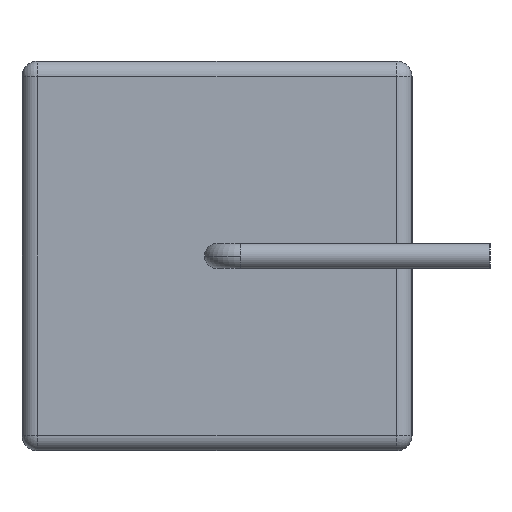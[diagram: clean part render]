
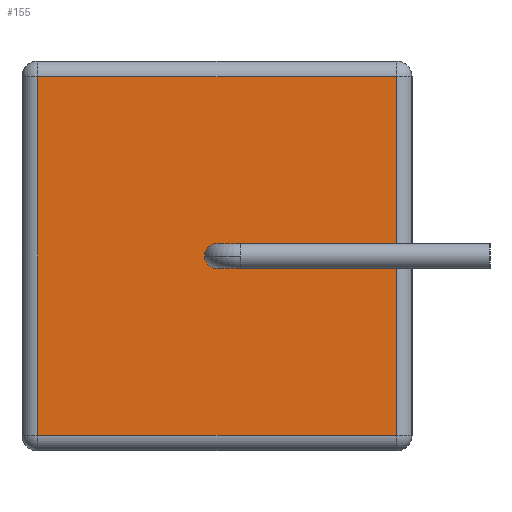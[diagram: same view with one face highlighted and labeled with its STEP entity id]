
A CAD part, left-side view. The second image highlights one B-rep face of the part: STEP entity #155.
In plain terms, the highlighted planar face has unit normal (-1, 0, 0).
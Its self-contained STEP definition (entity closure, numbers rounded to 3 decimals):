
#11 = VERTEX_POINT ( 'NONE', #422 ) ;
#32 = VECTOR ( 'NONE', #358, 1000. ) ;
#49 = ORIENTED_EDGE ( 'NONE', *, *, #926, .T. ) ;
#61 = EDGE_LOOP ( 'NONE', ( #1050, #518 ) ) ;
#73 = EDGE_CURVE ( 'NONE', #11, #1016, #733, .T. ) ;
#87 = VECTOR ( 'NONE', #369, 1000. ) ;
#96 = LINE ( 'NONE', #107, #610 ) ;
#107 = CARTESIAN_POINT ( 'NONE',  ( -24., 1., 6.25 ) ) ;
#111 = FACE_BOUND ( 'NONE', #61, .T. ) ;
#120 = DIRECTION ( 'NONE',  ( 1., 0., 0. ) ) ;
#121 = AXIS2_PLACEMENT_3D ( 'NONE', #1109, #928, #495 ) ;
#128 = DIRECTION ( 'NONE',  ( 0., 0., -1. ) ) ;
#129 = EDGE_LOOP ( 'NONE', ( #823, #1123, #49, #790 ) ) ;
#155 = ADVANCED_FACE ( 'NONE', ( #111, #878 ), #767, .F. ) ;
#175 = CARTESIAN_POINT ( 'NONE',  ( -24., 12.5, -5.75 ) ) ;
#228 = CARTESIAN_POINT ( 'NONE',  ( -24., 13., 6.25 ) ) ;
#255 = EDGE_CURVE ( 'NONE', #1016, #11, #299, .T. ) ;
#270 = DIRECTION ( 'NONE',  ( 1., 0., 0. ) ) ;
#280 = DIRECTION ( 'NONE',  ( 0., 0., 1. ) ) ;
#299 = CIRCLE ( 'NONE', #1036, 0.4 ) ;
#305 = DIRECTION ( 'NONE',  ( 0., -1., 0. ) ) ;
#338 = EDGE_CURVE ( 'NONE', #751, #365, #787, .T. ) ;
#340 = CARTESIAN_POINT ( 'NONE',  ( -24., 12.5, 5.75 ) ) ;
#358 = DIRECTION ( 'NONE',  ( 0., 0., -1. ) ) ;
#365 = VERTEX_POINT ( 'NONE', #175 ) ;
#369 = DIRECTION ( 'NONE',  ( 0., 1., 0. ) ) ;
#372 = AXIS2_PLACEMENT_3D ( 'NONE', #228, #120, #128 ) ;
#388 = CARTESIAN_POINT ( 'NONE',  ( -24., 13., -5.75 ) ) ;
#422 = CARTESIAN_POINT ( 'NONE',  ( -24., 6.75, 0.4 ) ) ;
#495 = DIRECTION ( 'NONE',  ( 0., 0., -1. ) ) ;
#518 = ORIENTED_EDGE ( 'NONE', *, *, #73, .T. ) ;
#541 = DIRECTION ( 'NONE',  ( 0., 0., -1. ) ) ;
#544 = CARTESIAN_POINT ( 'NONE',  ( -24., 6.75, 0. ) ) ;
#569 = VERTEX_POINT ( 'NONE', #919 ) ;
#570 = VERTEX_POINT ( 'NONE', #832 ) ;
#610 = VECTOR ( 'NONE', #280, 1000. ) ;
#676 = VECTOR ( 'NONE', #305, 1000. ) ;
#723 = CARTESIAN_POINT ( 'NONE',  ( -24., 12.5, 6.25 ) ) ;
#733 = CIRCLE ( 'NONE', #121, 0.4 ) ;
#751 = VERTEX_POINT ( 'NONE', #340 ) ;
#767 = PLANE ( 'NONE',  #372 ) ;
#787 = LINE ( 'NONE', #723, #32 ) ;
#790 = ORIENTED_EDGE ( 'NONE', *, *, #338, .T. ) ;
#804 = EDGE_CURVE ( 'NONE', #365, #570, #894, .T. ) ;
#819 = CARTESIAN_POINT ( 'NONE',  ( -24., 13., 5.75 ) ) ;
#823 = ORIENTED_EDGE ( 'NONE', *, *, #804, .T. ) ;
#832 = CARTESIAN_POINT ( 'NONE',  ( -24., 1., -5.75 ) ) ;
#878 = FACE_OUTER_BOUND ( 'NONE', #129, .T. ) ;
#894 = LINE ( 'NONE', #388, #676 ) ;
#919 = CARTESIAN_POINT ( 'NONE',  ( -24., 1., 5.75 ) ) ;
#926 = EDGE_CURVE ( 'NONE', #569, #751, #967, .T. ) ;
#928 = DIRECTION ( 'NONE',  ( 1., 0., 0. ) ) ;
#967 = LINE ( 'NONE', #819, #87 ) ;
#983 = EDGE_CURVE ( 'NONE', #570, #569, #96, .T. ) ;
#1016 = VERTEX_POINT ( 'NONE', #1026 ) ;
#1026 = CARTESIAN_POINT ( 'NONE',  ( -24., 6.75, -0.4 ) ) ;
#1036 = AXIS2_PLACEMENT_3D ( 'NONE', #544, #270, #541 ) ;
#1050 = ORIENTED_EDGE ( 'NONE', *, *, #255, .T. ) ;
#1109 = CARTESIAN_POINT ( 'NONE',  ( -24., 6.75, 0. ) ) ;
#1123 = ORIENTED_EDGE ( 'NONE', *, *, #983, .T. ) ;
